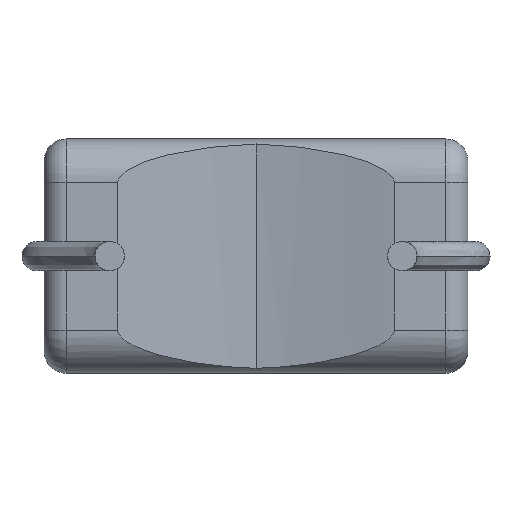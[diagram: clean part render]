
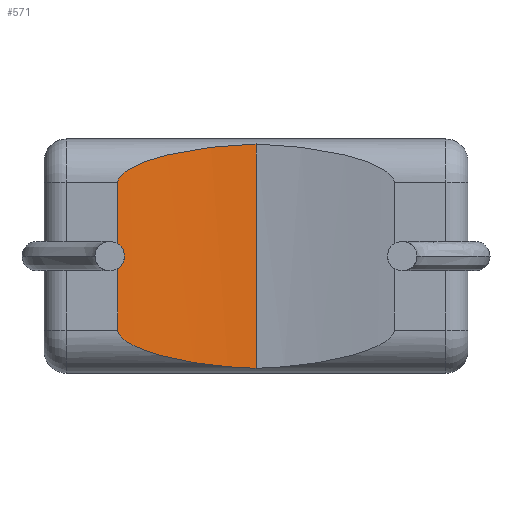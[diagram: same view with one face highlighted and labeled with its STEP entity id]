
A CAD part, front view. The second image highlights one B-rep face of the part: STEP entity #571.
In plain terms, the highlighted free-form (B-spline) face has degree [3, 1] with [4, 2] control points.
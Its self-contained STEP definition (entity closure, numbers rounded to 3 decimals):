
#74 = CARTESIAN_POINT ( 'NONE',  ( 2.61, 0.258, 3.889 ) ) ;
#395 = VECTOR ( 'NONE', #2324, 1000. ) ;
#496 = B_SPLINE_SURFACE_WITH_KNOTS ( 'NONE', 3, 1, ( 
 ( #4605, #5051 ),
 ( #2490, #1609 ),
 ( #5452, #5465 ),
 ( #2053, #1585 ) ),
 .UNSPECIFIED., .F., .F., .F.,
 ( 4, 4 ),
 ( 2, 2 ),
 ( 0., 1. ),
 ( 0., 1. ),
 .UNSPECIFIED. ) ;
#497 = CARTESIAN_POINT ( 'NONE',  ( 1.281, 0., 0.75 ) ) ;
#506 = CARTESIAN_POINT ( 'NONE',  ( 3.68, 0.4, 0.087 ) ) ;
#555 = CARTESIAN_POINT ( 'NONE',  ( 3.571, 0.397, 3.982 ) ) ;
#571 = ADVANCED_FACE ( 'NONE', ( #2951 ), #496, .F. ) ;
#621 = DIRECTION ( 'NONE',  ( 0., 0., 1. ) ) ;
#651 = LINE ( 'NONE', #4883, #1322 ) ;
#655 = B_SPLINE_CURVE_WITH_KNOTS ( 'NONE', 3,
 ( #1231, #3409, #4162, #3369, #4180, #5456, #4196, #2064, #5440, #783, #2901, #1614, #4579, #3353, #3801, #1652, #1264, #2038 ),
 .UNSPECIFIED., .F., .F.,
 ( 4, 2, 2, 2, 2, 2, 2, 2, 4 ),
 ( 0., 0., 0., 0., 0.001, 0.001, 0.002, 0.002, 0.003 ),
 .UNSPECIFIED. ) ;
#783 = CARTESIAN_POINT ( 'NONE',  ( 1.983, 0.136, 0.312 ) ) ;
#922 = CARTESIAN_POINT ( 'NONE',  ( 1.292, 0.002, 3.375 ) ) ;
#942 = CARTESIAN_POINT ( 'NONE',  ( 2.191, 0.178, 3.808 ) ) ;
#1084 = EDGE_CURVE ( 'NONE', #4108, #3651, #3093, .T. ) ;
#1231 = CARTESIAN_POINT ( 'NONE',  ( 1.281, 0., 0.75 ) ) ;
#1264 = CARTESIAN_POINT ( 'NONE',  ( 3.571, 0.397, 0.088 ) ) ;
#1321 = CARTESIAN_POINT ( 'NONE',  ( 1.445, 0.028, 3.527 ) ) ;
#1322 = VECTOR ( 'NONE', #621, 1000. ) ;
#1349 = CARTESIAN_POINT ( 'NONE',  ( 3.141, 0.346, 3.952 ) ) ;
#1585 = CARTESIAN_POINT ( 'NONE',  ( 1.281, 0., 4.007 ) ) ;
#1609 = CARTESIAN_POINT ( 'NONE',  ( 3.03, 0.38, 4.007 ) ) ;
#1614 = CARTESIAN_POINT ( 'NONE',  ( 2.609, 0.258, 0.181 ) ) ;
#1652 = CARTESIAN_POINT ( 'NONE',  ( 3.463, 0.386, 0.094 ) ) ;
#1876 = CARTESIAN_POINT ( 'NONE',  ( 1.281, 0., 3.32 ) ) ;
#1976 = CARTESIAN_POINT ( 'NONE',  ( 3.68, 0.4, 3.983 ) ) ;
#2024 = ORIENTED_EDGE ( 'NONE', *, *, #4997, .F. ) ;
#2038 = CARTESIAN_POINT ( 'NONE',  ( 3.68, 0.4, 0.087 ) ) ;
#2053 = CARTESIAN_POINT ( 'NONE',  ( 1.281, 0., 0.063 ) ) ;
#2064 = CARTESIAN_POINT ( 'NONE',  ( 1.584, 0.055, 0.462 ) ) ;
#2121 = EDGE_CURVE ( 'NONE', #2452, #4108, #3064, .T. ) ;
#2201 = CARTESIAN_POINT ( 'NONE',  ( 1.281, 0., 3.348 ) ) ;
#2232 = CARTESIAN_POINT ( 'NONE',  ( 1.683, 0.075, 3.65 ) ) ;
#2324 = DIRECTION ( 'NONE',  ( 0., 0., 1. ) ) ;
#2429 = ORIENTED_EDGE ( 'NONE', *, *, #3083, .T. ) ;
#2452 = VERTEX_POINT ( 'NONE', #506 ) ;
#2490 = CARTESIAN_POINT ( 'NONE',  ( 3.03, 0.38, 0.063 ) ) ;
#2615 = CARTESIAN_POINT ( 'NONE',  ( 1.4, 0.02, 3.496 ) ) ;
#2785 = CARTESIAN_POINT ( 'NONE',  ( 3.68, 0.4, 0. ) ) ;
#2901 = CARTESIAN_POINT ( 'NONE',  ( 2.191, 0.178, 0.262 ) ) ;
#2937 = ORIENTED_EDGE ( 'NONE', *, *, #1084, .T. ) ;
#2951 = FACE_OUTER_BOUND ( 'NONE', #3115, .T. ) ;
#3051 = CARTESIAN_POINT ( 'NONE',  ( 3.463, 0.386, 3.976 ) ) ;
#3064 = LINE ( 'NONE', #2785, #395 ) ;
#3083 = EDGE_CURVE ( 'NONE', #4477, #2452, #655, .T. ) ;
#3093 = B_SPLINE_CURVE_WITH_KNOTS ( 'NONE', 3,
 ( #3108, #555, #3051, #3547, #1349, #4785, #74, #942, #4304, #2232, #5161, #1321, #2615, #3487, #5215, #922, #2201, #3508 ),
 .UNSPECIFIED., .F., .F.,
 ( 4, 2, 2, 2, 2, 2, 2, 2, 4 ),
 ( 0., 0., 0.001, 0.001, 0.002, 0.002, 0.002, 0.003, 0.003 ),
 .UNSPECIFIED. ) ;
#3108 = CARTESIAN_POINT ( 'NONE',  ( 3.68, 0.4, 3.983 ) ) ;
#3115 = EDGE_LOOP ( 'NONE', ( #2429, #4177, #2937, #2024 ) ) ;
#3353 = CARTESIAN_POINT ( 'NONE',  ( 3.141, 0.346, 0.118 ) ) ;
#3369 = CARTESIAN_POINT ( 'NONE',  ( 1.322, 0.006, 0.65 ) ) ;
#3409 = CARTESIAN_POINT ( 'NONE',  ( 1.281, 0., 0.722 ) ) ;
#3487 = CARTESIAN_POINT ( 'NONE',  ( 1.341, 0.01, 3.441 ) ) ;
#3508 = CARTESIAN_POINT ( 'NONE',  ( 1.281, 0., 3.32 ) ) ;
#3547 = CARTESIAN_POINT ( 'NONE',  ( 3.248, 0.361, 3.962 ) ) ;
#3651 = VERTEX_POINT ( 'NONE', #1876 ) ;
#3801 = CARTESIAN_POINT ( 'NONE',  ( 3.248, 0.361, 0.108 ) ) ;
#4108 = VERTEX_POINT ( 'NONE', #1976 ) ;
#4162 = CARTESIAN_POINT ( 'NONE',  ( 1.292, 0.002, 0.696 ) ) ;
#4177 = ORIENTED_EDGE ( 'NONE', *, *, #2121, .T. ) ;
#4180 = CARTESIAN_POINT ( 'NONE',  ( 1.341, 0.01, 0.629 ) ) ;
#4196 = CARTESIAN_POINT ( 'NONE',  ( 1.445, 0.028, 0.543 ) ) ;
#4304 = CARTESIAN_POINT ( 'NONE',  ( 1.983, 0.136, 3.758 ) ) ;
#4477 = VERTEX_POINT ( 'NONE', #497 ) ;
#4579 = CARTESIAN_POINT ( 'NONE',  ( 2.822, 0.296, 0.151 ) ) ;
#4605 = CARTESIAN_POINT ( 'NONE',  ( 3.68, 0.4, 0.063 ) ) ;
#4785 = CARTESIAN_POINT ( 'NONE',  ( 2.821, 0.296, 3.919 ) ) ;
#4883 = CARTESIAN_POINT ( 'NONE',  ( 1.281, 0., 0. ) ) ;
#4997 = EDGE_CURVE ( 'NONE', #4477, #3651, #651, .T. ) ;
#5051 = CARTESIAN_POINT ( 'NONE',  ( 3.68, 0.4, 4.007 ) ) ;
#5161 = CARTESIAN_POINT ( 'NONE',  ( 1.585, 0.055, 3.609 ) ) ;
#5215 = CARTESIAN_POINT ( 'NONE',  ( 1.322, 0.006, 3.421 ) ) ;
#5440 = CARTESIAN_POINT ( 'NONE',  ( 1.682, 0.075, 0.42 ) ) ;
#5452 = CARTESIAN_POINT ( 'NONE',  ( 1.641, 0.053, 0.063 ) ) ;
#5456 = CARTESIAN_POINT ( 'NONE',  ( 1.4, 0.02, 0.574 ) ) ;
#5465 = CARTESIAN_POINT ( 'NONE',  ( 1.641, 0.053, 4.007 ) ) ;
